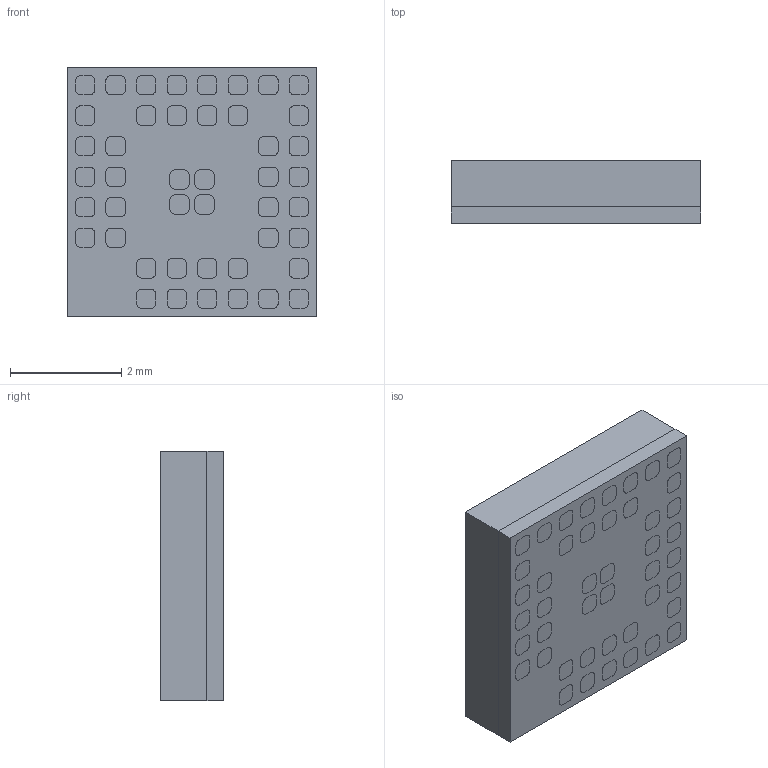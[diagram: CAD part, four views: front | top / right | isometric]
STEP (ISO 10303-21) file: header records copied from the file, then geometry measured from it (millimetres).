
FILE_DESCRIPTION (( 'STEP AP214' ), '1' );
FILE_NAME ('HJ-N54L_SIP.STEP', '2026-01-13T07:34:44', ( '' ), ( '' ), 'SwSTEP 2.0', 'SolidWorks 2021', '' );
FILE_SCHEMA (( 'AUTOMOTIVE_DESIGN' ));
Length unit declared in the file: millimetre
Products named in the file (1): HJ-N54L_SIP
Bounding box: 4.5 x 1.14 x 4.5 mm (x, y, z)
Volume: 23.1 mm3; surface area: 117.6 mm2
Topology: 48 solids, 48 shells, 874 faces, 2196 edges, 1464 vertices
Faces by surface type: plane 510, cylinder 364
Entity records: 31605 total; most frequent: DIRECTION 4674, CARTESIAN_POINT 4535, ORIENTED_EDGE 4392, EDGE_CURVE 2196, AXIS2_PLACEMENT_3D 1603, LINE 1468, VECTOR 1468, VERTEX_POINT 1464
